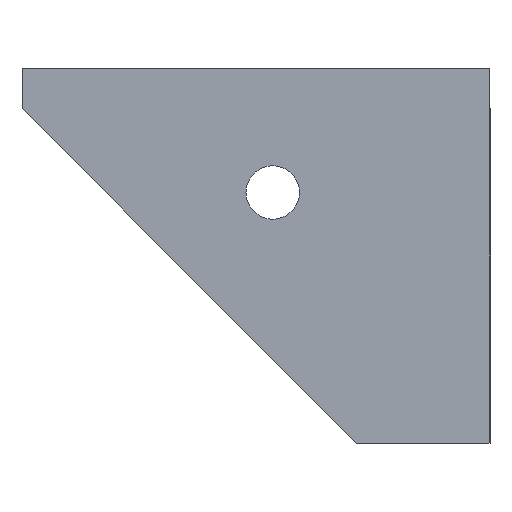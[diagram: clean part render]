
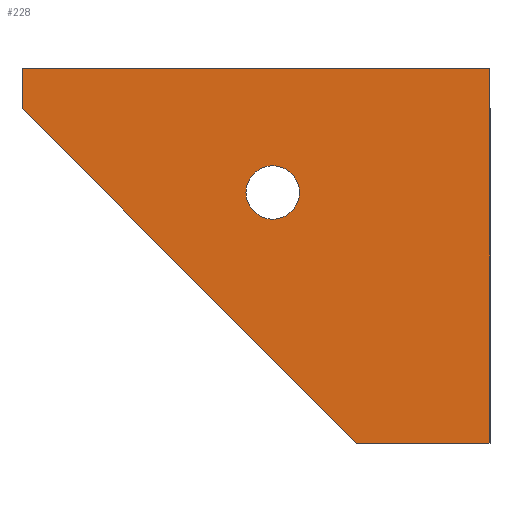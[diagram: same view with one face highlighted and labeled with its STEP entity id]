
A CAD part, front view. The second image highlights one B-rep face of the part: STEP entity #228.
In plain terms, the highlighted planar face has unit normal (0, -1, 0).
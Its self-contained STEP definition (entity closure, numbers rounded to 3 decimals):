
#18=FACE_BOUND('',#42,.T.);
#22=CIRCLE('',#256,2.);
#28=FACE_OUTER_BOUND('',#41,.T.);
#41=EDGE_LOOP('',(#171,#172,#173,#174,#175));
#42=EDGE_LOOP('',(#176));
#57=LINE('',#339,#83);
#62=LINE('',#349,#88);
#65=LINE('',#357,#91);
#66=LINE('',#359,#92);
#67=LINE('',#360,#93);
#83=VECTOR('',#275,10.);
#88=VECTOR('',#284,10.);
#91=VECTOR('',#291,10.);
#92=VECTOR('',#292,10.);
#93=VECTOR('',#293,10.);
#109=VERTEX_POINT('',#336);
#110=VERTEX_POINT('',#338);
#113=VERTEX_POINT('',#348);
#116=VERTEX_POINT('',#356);
#117=VERTEX_POINT('',#358);
#118=VERTEX_POINT('',#361);
#129=EDGE_CURVE('',#110,#109,#57,.T.);
#134=EDGE_CURVE('',#110,#113,#62,.T.);
#138=EDGE_CURVE('',#109,#116,#65,.T.);
#139=EDGE_CURVE('',#116,#117,#66,.T.);
#140=EDGE_CURVE('',#117,#113,#67,.T.);
#141=EDGE_CURVE('',#118,#118,#22,.T.);
#171=ORIENTED_EDGE('',*,*,#129,.T.);
#172=ORIENTED_EDGE('',*,*,#138,.T.);
#173=ORIENTED_EDGE('',*,*,#139,.T.);
#174=ORIENTED_EDGE('',*,*,#140,.T.);
#175=ORIENTED_EDGE('',*,*,#134,.F.);
#176=ORIENTED_EDGE('',*,*,#141,.T.);
#218=PLANE('',#255);
#228=ADVANCED_FACE('',(#28,#18),#218,.T.);
#255=AXIS2_PLACEMENT_3D('',#355,#289,#290);
#256=AXIS2_PLACEMENT_3D('',#362,#294,#295);
#275=DIRECTION('',(-1.,0.,0.));
#284=DIRECTION('',(0.,0.,-1.));
#289=DIRECTION('center_axis',(0.,-1.,0.));
#290=DIRECTION('ref_axis',(0.,0.,-1.));
#291=DIRECTION('',(0.,0.,-1.));
#292=DIRECTION('',(0.707,0.,-0.707));
#293=DIRECTION('',(1.,0.,0.));
#294=DIRECTION('center_axis',(0.,1.,0.));
#295=DIRECTION('ref_axis',(1.,0.,0.));
#336=CARTESIAN_POINT('',(388.,-363.,300.));
#338=CARTESIAN_POINT('',(423.,-363.,300.));
#339=CARTESIAN_POINT('',(307.,-363.,300.));
#348=CARTESIAN_POINT('',(423.,-363.,272.));
#349=CARTESIAN_POINT('',(423.,-363.,304.));
#355=CARTESIAN_POINT('Origin',(404.,-363.,288.));
#356=CARTESIAN_POINT('',(388.,-363.,297.));
#357=CARTESIAN_POINT('',(388.,-363.,297.));
#358=CARTESIAN_POINT('',(413.,-363.,272.));
#359=CARTESIAN_POINT('',(413.,-363.,272.));
#360=CARTESIAN_POINT('',(423.,-363.,272.));
#361=CARTESIAN_POINT('',(404.75,-363.,290.75));
#362=CARTESIAN_POINT('Origin',(406.75,-363.,290.75));
